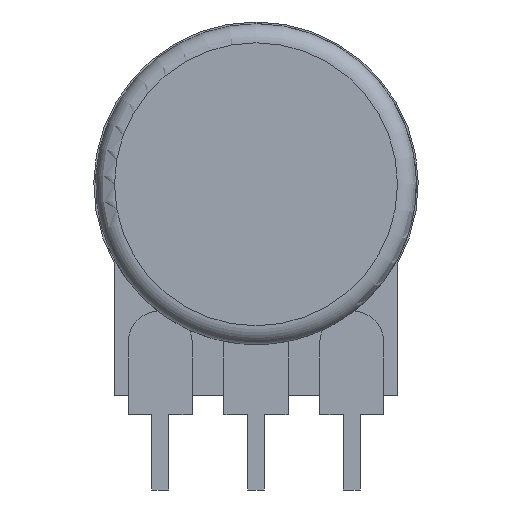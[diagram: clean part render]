
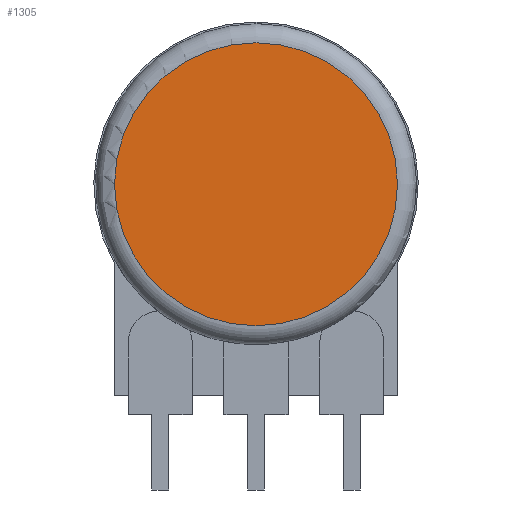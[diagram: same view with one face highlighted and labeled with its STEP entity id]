
A CAD part, front view. The second image highlights one B-rep face of the part: STEP entity #1305.
In plain terms, the highlighted planar face has unit normal (0, -1, 0).
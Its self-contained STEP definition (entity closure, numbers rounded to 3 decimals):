
#126=FACE_OUTER_BOUND('',#205,.T.);
#205=EDGE_LOOP('',(#1012));
#493=CIRCLE('',#1412,7.5);
#580=VERTEX_POINT('',#2013);
#734=EDGE_CURVE('',#580,#580,#493,.T.);
#1012=ORIENTED_EDGE('',*,*,#734,.F.);
#1249=PLANE('',#1416);
#1305=ADVANCED_FACE('',(#126),#1249,.T.);
#1412=AXIS2_PLACEMENT_3D('',#2014,#1651,#1652);
#1416=AXIS2_PLACEMENT_3D('',#2020,#1659,#1660);
#1651=DIRECTION('center_axis',(0.,1.,0.));
#1652=DIRECTION('ref_axis',(0.741,0.,0.672));
#1659=DIRECTION('center_axis',(0.,-1.,0.));
#1660=DIRECTION('ref_axis',(1.,0.,0.));
#2013=CARTESIAN_POINT('',(0.,-5.6,19.708));
#2014=CARTESIAN_POINT('Origin',(0.,-5.6,12.208));
#2020=CARTESIAN_POINT('Origin',(0.,-5.6,12.208));
